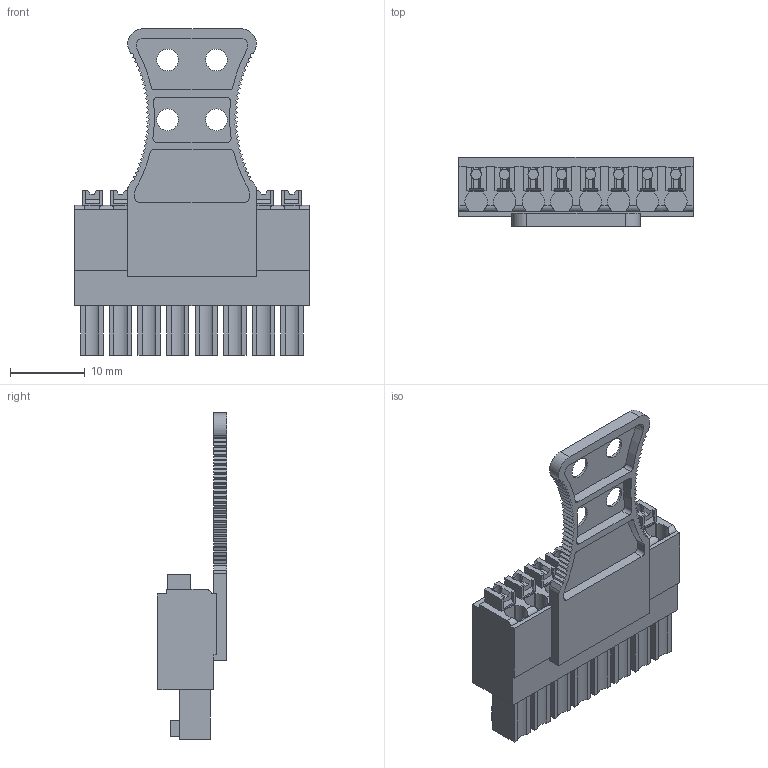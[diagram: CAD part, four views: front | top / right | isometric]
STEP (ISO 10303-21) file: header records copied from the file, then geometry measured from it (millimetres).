
FILE_DESCRIPTION(('CATIA V5 STEP Exchange','CAx-IF Rec.Pracs.--- Model Styling and Organization---1.2---2011-12-15'),'2;1');
FILE_NAME ('D1450025_0', '2018-09-11T12:30:43+00:00', ('none'), ('Weidmueller'), 'CATIA Version 5-6 Release 2014', 'CATIA V5 STEP AP214', 'none');
FILE_SCHEMA(('AUTOMOTIVE_DESIGN { 1 0 10303 214 1 1 1 1 }'));
Length unit declared in the file: millimetre
Products named in the file (1): 1235820000
Bounding box: 31.27 x 9.3 x 43.6 mm (x, y, z)
Volume: 4241.7 mm3; surface area: 4364.7 mm2
Topology: 10 solids, 10 shells, 567 faces, 1560 edges, 1040 vertices
Faces by surface type: plane 475, cylinder 76, cone 16
Entity records: 16712 total; most frequent: CARTESIAN_POINT 3210, ORIENTED_EDGE 3120, DIRECTION 2194, EDGE_CURVE 1560, VECTOR 1272, LINE 1272, VERTEX_POINT 1040, EDGE_LOOP 602
